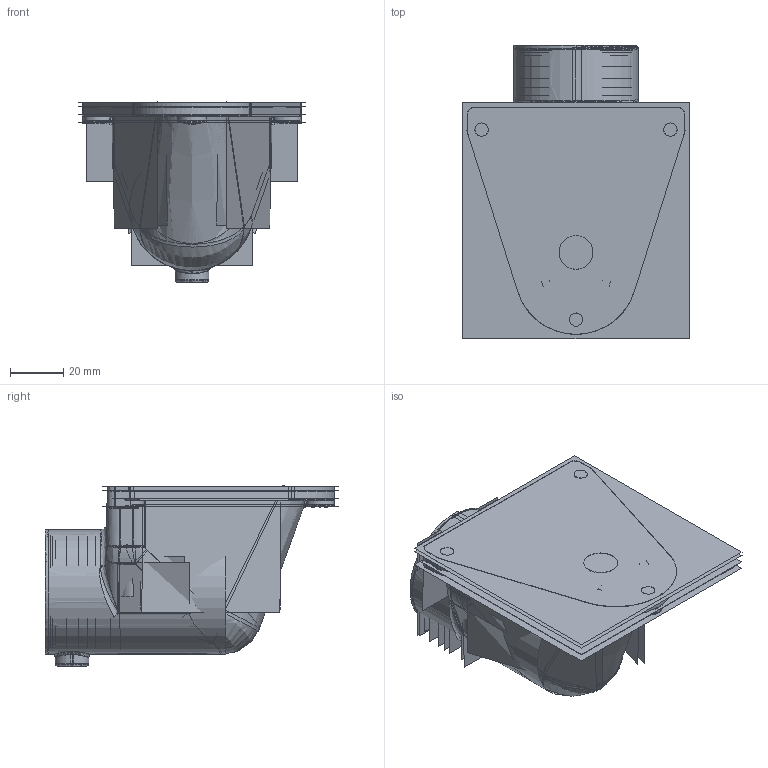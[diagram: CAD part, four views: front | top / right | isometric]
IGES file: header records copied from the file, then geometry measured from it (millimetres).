
Start section:  PTC IGES file: 157545.igs
Global section: file name: 157545.igs; native system: Creo Parametric by Parametric Technology Corporation; preprocessor: 2013230; author: pdmadmin; organization: Unknown; date: 20150903.111940; units: millimetre
Bounding box: 85.31 x 110.48 x 68.38 mm (x, y, z)
Volume: 73892.6 mm3; surface area: 373368.4 mm2
Topology: 10 solids, 10 shells, 810 faces, 4329 edges, 5704 vertices
Faces by surface type: revolution 502, bspline 292, extrusion 16
